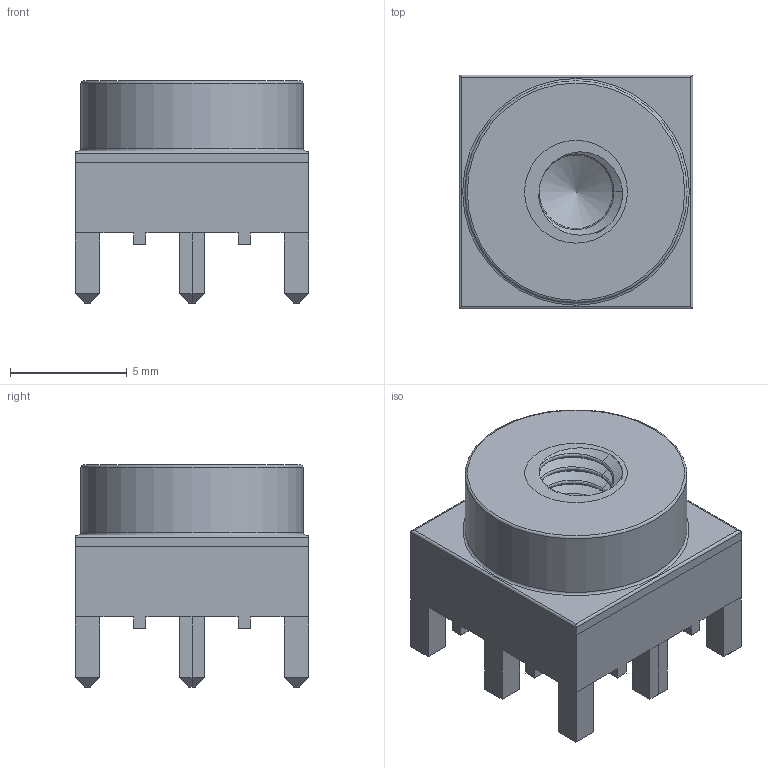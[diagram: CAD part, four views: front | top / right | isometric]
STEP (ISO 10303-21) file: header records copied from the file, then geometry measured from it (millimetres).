
FILE_DESCRIPTION(('FreeCAD Model'),'2;1');
FILE_NAME('Wuerth_REDCUBE-THR_WP-THRBU_74650194_THR.step','2020-08-03T13:09:51',('kicad StepUp'),('ksu MCAD'), 'Open CASCADE STEP processor 7.4','FreeCAD','Unknown');
FILE_SCHEMA(('AUTOMOTIVE_DESIGN { 1 0 10303 214 1 1 1 1 }'));
Length unit declared in the file: millimetre
Products named in the file (1): Wuerth_REDCUBE-THR_WP-THRBU_74650194_THR
Bounding box: 10 x 10 x 9.5 mm (x, y, z)
Volume: 538.8 mm3; surface area: 644.5 mm2
Topology: 1 solids, 1 shells, 234 faces, 564 edges, 333 vertices
Faces by surface type: plane 198, bspline 27, cylinder 6, torus 2, cone 1
Full cylindrical faces by diameter (mm): 3.3 x1, 9.5 x1
Entity records: 7824 total; most frequent: CARTESIAN_POINT 2668, ORIENTED_EDGE 1116, DIRECTION 929, EDGE_CURVE 558, LINE 483, VECTOR 483, VERTEX_POINT 333, FACE_BOUND 241
